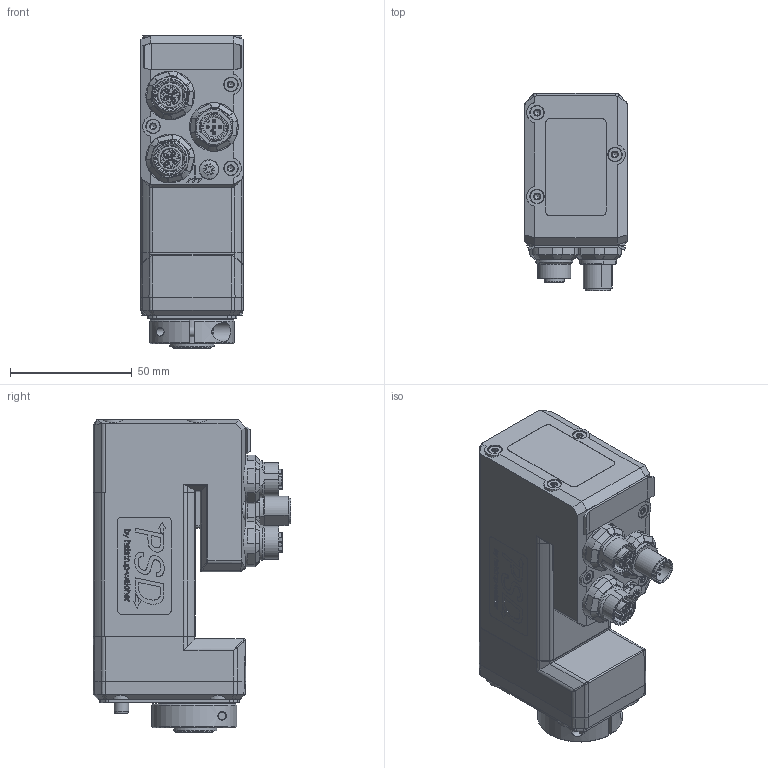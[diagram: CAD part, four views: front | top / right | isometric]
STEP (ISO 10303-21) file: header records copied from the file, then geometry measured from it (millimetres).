
FILE_DESCRIPTION(/* description */ (''),/* implementation_level */ '2;1');
FILE_NAME(/* name */ '7300.017003A.stp',/* time_stamp */ '2020-02-04T11:59:05+01:00',/* author */ ('mzabek'),/* organization */ (''),/* preprocessor_version */ 'ST-DEVELOPER v17',/* originating_system */ 'Autodesk Inventor 2018',/* authorisation */ '');
FILE_SCHEMA (('AUTOMOTIVE_DESIGN { 1 0 10303 214 3 1 1 }'));
Products named in the file (1): ENG-103941
Bounding box: 42.4 x 81.46 x 128.7 mm (x, y, z)
Volume: 289033 mm3; surface area: 41029 mm2
Topology: 4 solids, 4 shells, 1939 faces, 5313 edges, 3450 vertices
Faces by surface type: plane 834, bspline 478, cylinder 375, cone 165, torus 49, sphere 38
Full cylindrical faces by diameter (mm): 0.6 x3, 0.8 x5, 1 x3, 1.1 x8, 1.2 x2, 1.4 x4, 3.459 x1, 4 x1, 4.5 x1, 5.6 x6, 6 x7, 7 x2, 8 x2, 8.3 x1, 10.4 x1, 10.917 x2, 14 x1, 14.4 x1, 20 x3, 22 x1, 23 x1
Entity records: 70096 total; most frequent: CARTESIAN_POINT 22458, ORIENTED_EDGE 10526, DIRECTION 7907, EDGE_CURVE 5263, VERTEX_POINT 3450, AXIS2_PLACEMENT_3D 2639, LINE 2629, VECTOR 2629
